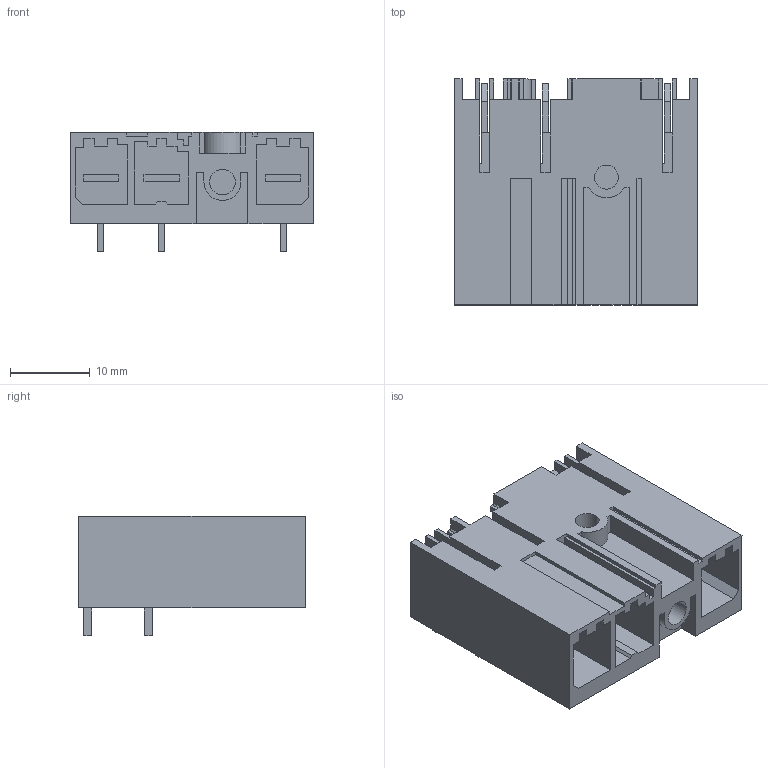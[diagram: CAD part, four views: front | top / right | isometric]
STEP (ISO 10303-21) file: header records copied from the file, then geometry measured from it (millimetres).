
FILE_DESCRIPTION(('CATIA V5 STEP Exchange','CAx-IF Rec.Pracs.--- Model Styling and Organization---1.4--- 2014-01-23'),'2;1');
FILE_NAME ('D1449460_1_1156570000_1156570000.stp','2021-05-07T06:00:09+00:00',('none'),('Weidmueller'),'CATIA Version 5-6 Release 2016 SP3 HF44','CATIA V5 STEP AP214','none');
FILE_SCHEMA(('AUTOMOTIVE_DESIGN { 1 0 10303 214 1 1 1 1 }'));
Length unit declared in the file: millimetre
Products named in the file (1): 1156570000
Bounding box: 30.48 x 28.3 x 14.9 mm (x, y, z)
Volume: 5702 mm3; surface area: 6926.3 mm2
Topology: 4 solids, 4 shells, 300 faces, 856 edges, 573 vertices
Faces by surface type: plane 271, cylinder 29
Entity records: 9566 total; most frequent: ORIENTED_EDGE 1712, CARTESIAN_POINT 1693, DIRECTION 1331, EDGE_CURVE 856, VECTOR 796, LINE 796, VERTEX_POINT 573, EDGE_LOOP 315
